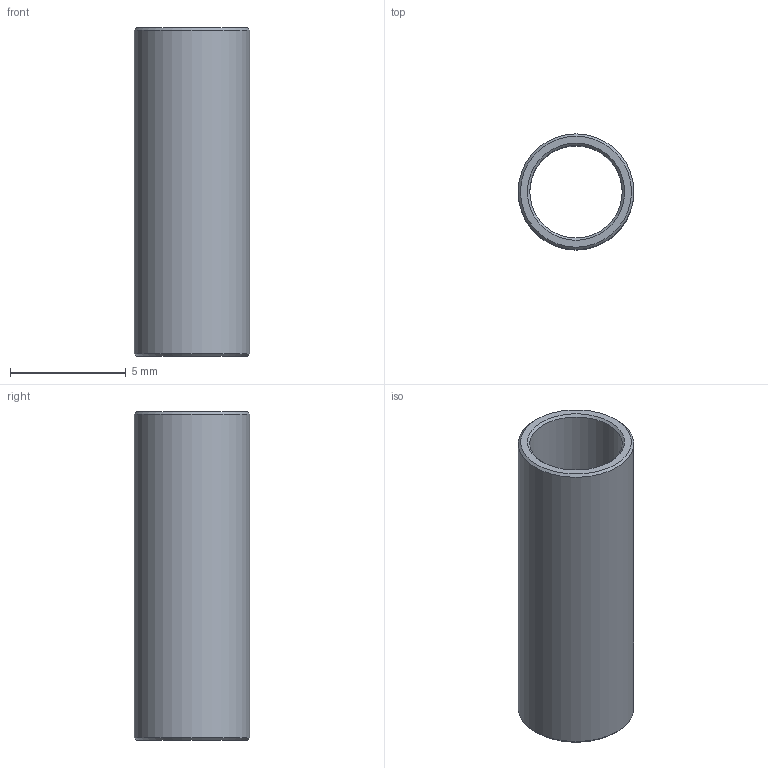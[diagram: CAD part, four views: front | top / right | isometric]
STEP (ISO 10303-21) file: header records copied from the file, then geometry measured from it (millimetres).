
FILE_DESCRIPTION(('FreeCAD Model'),'2;1');
FILE_NAME('Open CASCADE Shape Model','2022-11-11T14:42:59',('Author'),( ''),'Open CASCADE STEP processor 7.6','FreeCAD','Unknown');
FILE_SCHEMA(('AUTOMOTIVE_DESIGN { 1 0 10303 214 1 1 1 1 }'));
Length unit declared in the file: millimetre
Products named in the file (1): Body
Bounding box: 5 x 5 x 14.2 mm (x, y, z)
Volume: 100.1 mm3; surface area: 412.3 mm2
Topology: 1 solids, 1 shells, 8 faces, 14 edges, 8 vertices
Faces by surface type: cone 4, plane 2, cylinder 2
Full cylindrical faces by diameter (mm): 4 x1, 5 x1
Entity records: 378 total; most frequent: CARTESIAN_POINT 83, DIRECTION 44, ORIENTED_EDGE 28, PCURVE 28, DEFINITIONAL_REPRESENTATION 28, B_SPLINE_CURVE_WITH_KNOTS 24, AXIS2_PLACEMENT_3D 17, EDGE_CURVE 14
